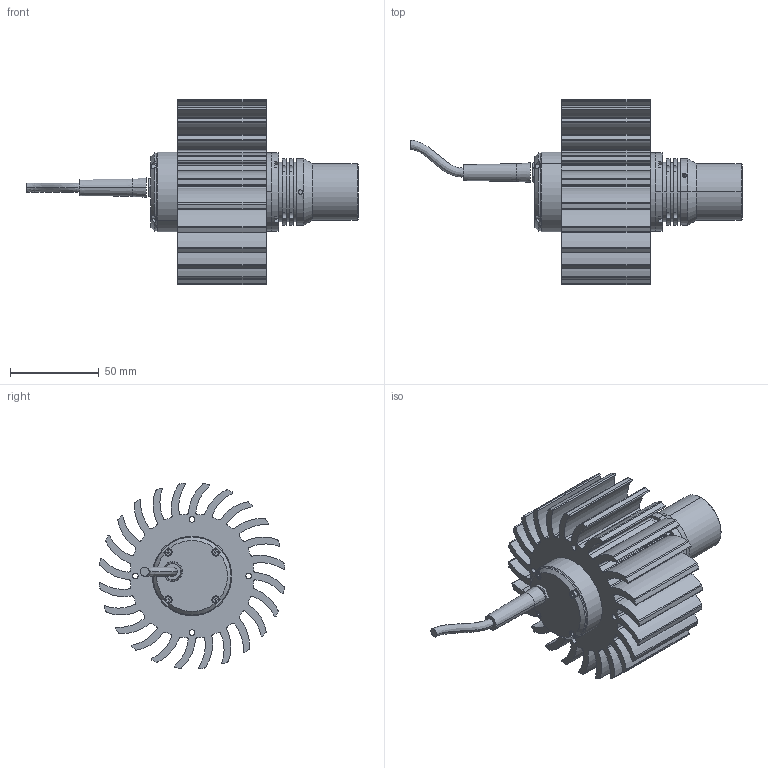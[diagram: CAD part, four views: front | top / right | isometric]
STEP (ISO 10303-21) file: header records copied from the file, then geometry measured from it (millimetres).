
FILE_DESCRIPTION (( 'STEP AP203' ), '1' );
FILE_NAME ('DP25649-A_LTPRXP-W.step', '2022-01-20T16:23:57', ( '' ), ( '' ), 'SwSTEP 2.0', 'SolidWorks 2021', '' );
FILE_SCHEMA (( 'CONFIG_CONTROL_DESIGN' ));
Length unit declared in the file: millimetre
Products named in the file (1): DP25649-A_LTPRXP-W
Bounding box: 187.2 x 104.68 x 104.68 mm (x, y, z)
Surface area: 84492.1 mm2 (no closed solid volume)
Topology: 0 solids, 26 shells, 473 faces, 1404 edges, 949 vertices
Faces by surface type: cylinder 314, plane 101, cone 31, torus 16, bspline 11
Entity records: 16742 total; most frequent: CARTESIAN_POINT 3478, DIRECTION 3055, ORIENTED_EDGE 2563, EDGE_CURVE 1394, AXIS2_PLACEMENT_3D 1258, VERTEX_POINT 949, CIRCLE 795, LINE 539
